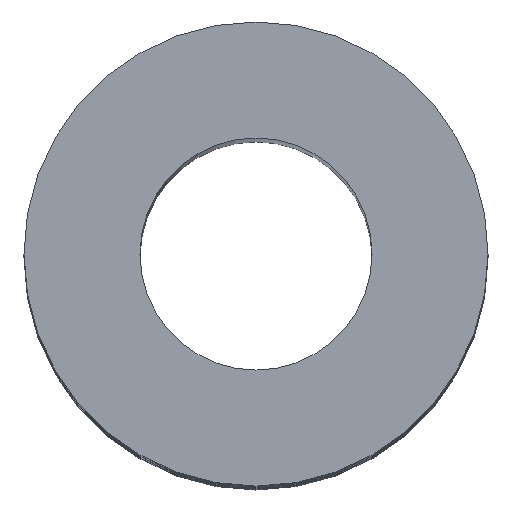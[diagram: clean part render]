
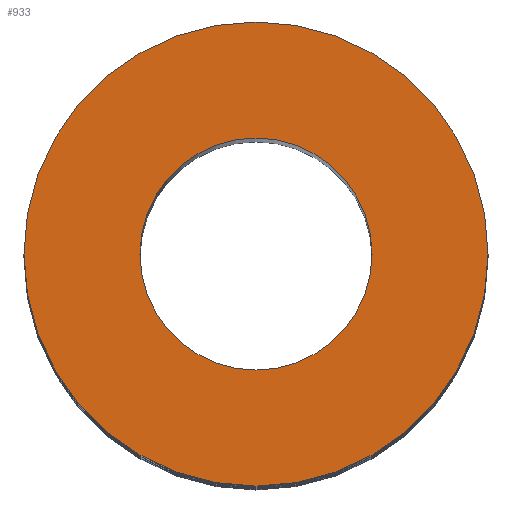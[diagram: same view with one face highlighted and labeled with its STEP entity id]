
A CAD part, top view. The second image highlights one B-rep face of the part: STEP entity #933.
In plain terms, the highlighted planar face has unit normal (0, 0, 1).
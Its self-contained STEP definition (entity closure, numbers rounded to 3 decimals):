
#50 = CARTESIAN_POINT ( 'NONE',  ( 0., 0., 48.25 ) ) ;
#67 = EDGE_CURVE ( 'NONE', #458, #438, #627, .T. ) ;
#91 = CARTESIAN_POINT ( 'NONE',  ( 5., 0., 48.25 ) ) ;
#117 = CIRCLE ( 'NONE', #416, 10. ) ;
#140 = PLANE ( 'NONE',  #913 ) ;
#164 = FACE_BOUND ( 'NONE', #779, .T. ) ;
#177 = DIRECTION ( 'NONE',  ( 1., 0., 0. ) ) ;
#201 = CARTESIAN_POINT ( 'NONE',  ( 10., 0., 48.25 ) ) ;
#240 = DIRECTION ( 'NONE',  ( 1., 0., 0. ) ) ;
#261 = DIRECTION ( 'NONE',  ( 1., 0., 0. ) ) ;
#323 = CARTESIAN_POINT ( 'NONE',  ( 0., 0., 48.25 ) ) ;
#333 = DIRECTION ( 'NONE',  ( 0., 0., 1. ) ) ;
#335 = CARTESIAN_POINT ( 'NONE',  ( 0., 0., 48.25 ) ) ;
#341 = AXIS2_PLACEMENT_3D ( 'NONE', #323, #1032, #812 ) ;
#343 = EDGE_LOOP ( 'NONE', ( #685, #550 ) ) ;
#416 = AXIS2_PLACEMENT_3D ( 'NONE', #335, #985, #261 ) ;
#434 = AXIS2_PLACEMENT_3D ( 'NONE', #509, #333, #177 ) ;
#438 = VERTEX_POINT ( 'NONE', #612 ) ;
#440 = AXIS2_PLACEMENT_3D ( 'NONE', #605, #528, #1014 ) ;
#448 = CARTESIAN_POINT ( 'NONE',  ( -5., 0., 48.25 ) ) ;
#458 = VERTEX_POINT ( 'NONE', #201 ) ;
#492 = FACE_OUTER_BOUND ( 'NONE', #343, .T. ) ;
#500 = VERTEX_POINT ( 'NONE', #448 ) ;
#509 = CARTESIAN_POINT ( 'NONE',  ( 0., 0., 48.25 ) ) ;
#528 = DIRECTION ( 'NONE',  ( 0., 0., 1. ) ) ;
#550 = ORIENTED_EDGE ( 'NONE', *, *, #67, .T. ) ;
#552 = DIRECTION ( 'NONE',  ( 0., 0., 1. ) ) ;
#589 = ORIENTED_EDGE ( 'NONE', *, *, #1013, .F. ) ;
#605 = CARTESIAN_POINT ( 'NONE',  ( 0., 0., 48.25 ) ) ;
#612 = CARTESIAN_POINT ( 'NONE',  ( -10., 0., 48.25 ) ) ;
#627 = CIRCLE ( 'NONE', #440, 10. ) ;
#685 = ORIENTED_EDGE ( 'NONE', *, *, #757, .T. ) ;
#697 = ORIENTED_EDGE ( 'NONE', *, *, #858, .F. ) ;
#749 = VERTEX_POINT ( 'NONE', #91 ) ;
#757 = EDGE_CURVE ( 'NONE', #438, #458, #117, .T. ) ;
#779 = EDGE_LOOP ( 'NONE', ( #697, #589 ) ) ;
#786 = CIRCLE ( 'NONE', #434, 5. ) ;
#812 = DIRECTION ( 'NONE',  ( 1., 0., 0. ) ) ;
#834 = CIRCLE ( 'NONE', #341, 5. ) ;
#858 = EDGE_CURVE ( 'NONE', #500, #749, #834, .T. ) ;
#913 = AXIS2_PLACEMENT_3D ( 'NONE', #50, #552, #240 ) ;
#933 = ADVANCED_FACE ( 'NONE', ( #492, #164 ), #140, .T. ) ;
#985 = DIRECTION ( 'NONE',  ( 0., 0., 1. ) ) ;
#1013 = EDGE_CURVE ( 'NONE', #749, #500, #786, .T. ) ;
#1014 = DIRECTION ( 'NONE',  ( 1., 0., 0. ) ) ;
#1032 = DIRECTION ( 'NONE',  ( 0., 0., 1. ) ) ;
